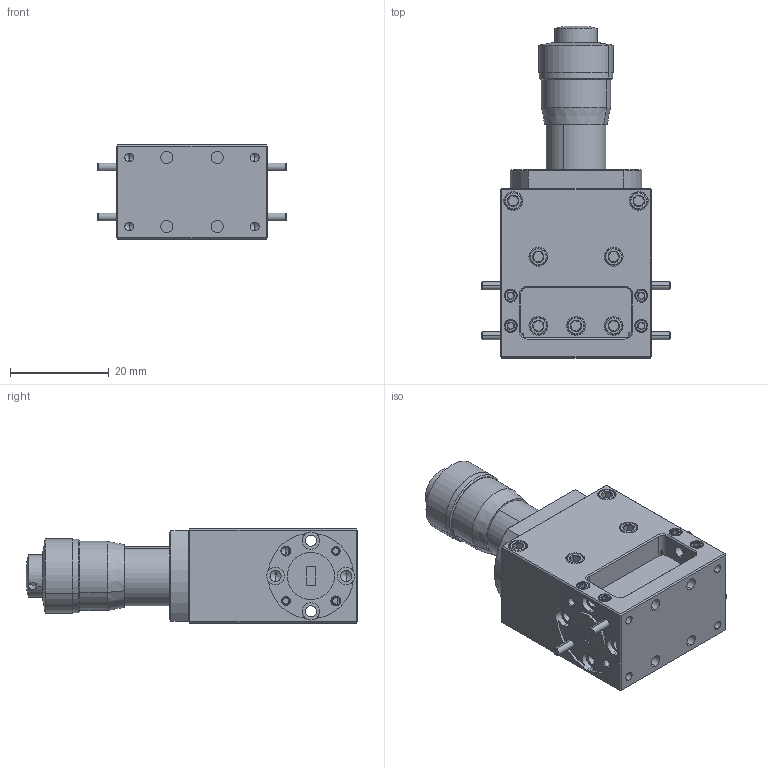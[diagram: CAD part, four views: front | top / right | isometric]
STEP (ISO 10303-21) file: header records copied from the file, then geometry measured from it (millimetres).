
FILE_DESCRIPTION (( 'STEP AP203' ), '1' );
FILE_NAME ('TA-MV-A-1.2, Defeatured.STEP', '2023-03-29T17:44:55', ( '' ), ( '' ), 'SwSTEP 2.0', 'SolidWorks 2021', '' );
FILE_SCHEMA (( 'CONFIG_CONTROL_DESIGN' ));
Length unit declared in the file: inch
Products named in the file (1): TA-MV-A-1.2, Defeatured
Bounding box: 38.23 x 67.15 x 19.05 mm (x, y, z)
Volume: 22569.7 mm3; surface area: 9267.6 mm2
Topology: 10 solids, 21 shells, 712 faces, 1510 edges, 878 vertices
Faces by surface type: plane 250, cone 243, cylinder 218, bspline 1
Entity records: 19446 total; most frequent: CARTESIAN_POINT 3917, DIRECTION 3444, ORIENTED_EDGE 2972, EDGE_CURVE 1486, AXIS2_PLACEMENT_3D 1383, VERTEX_POINT 878, EDGE_LOOP 828, FACE_OUTER_BOUND 712
